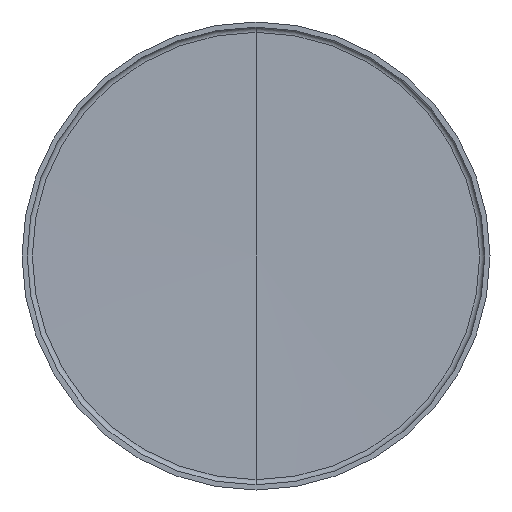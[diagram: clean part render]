
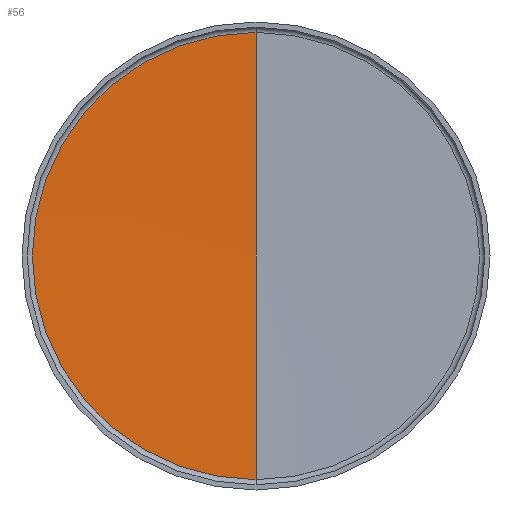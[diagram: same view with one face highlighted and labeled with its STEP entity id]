
A CAD part, front view. The second image highlights one B-rep face of the part: STEP entity #56.
In plain terms, the highlighted conical face has half-angle 89.618 degrees and reference radius 150000 mm.
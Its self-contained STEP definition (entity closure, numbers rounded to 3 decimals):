
#1 = DIRECTION ( 'NONE',  ( 0., -1., 0. ) ) ;
#6 = CARTESIAN_POINT ( 'NONE',  ( 0., 12.713, -43.007 ) ) ;
#11 = CIRCLE ( 'NONE', #261, 43.007 ) ;
#15 = VERTEX_POINT ( 'NONE', #249 ) ;
#17 = VERTEX_POINT ( 'NONE', #314 ) ;
#56 = ADVANCED_FACE ( 'NONE', ( #99 ), #58, .F. ) ;
#58 = CONICAL_SURFACE ( 'NONE', #334, 150000., 1.564 ) ;
#60 = LINE ( 'NONE', #285, #94 ) ;
#74 = DIRECTION ( 'NONE',  ( 0., -0.007, -1. ) ) ;
#86 = ORIENTED_EDGE ( 'NONE', *, *, #382, .T. ) ;
#94 = VECTOR ( 'NONE', #74, 1000. ) ;
#96 = ORIENTED_EDGE ( 'NONE', *, *, #283, .F. ) ;
#99 = FACE_OUTER_BOUND ( 'NONE', #171, .T. ) ;
#118 = ORIENTED_EDGE ( 'NONE', *, *, #120, .F. ) ;
#120 = EDGE_CURVE ( 'NONE', #17, #212, #60, .T. ) ;
#138 = LINE ( 'NONE', #394, #219 ) ;
#171 = EDGE_LOOP ( 'NONE', ( #118, #86, #96 ) ) ;
#196 = DIRECTION ( 'NONE',  ( 0., 0., 1. ) ) ;
#212 = VERTEX_POINT ( 'NONE', #6 ) ;
#219 = VECTOR ( 'NONE', #301, 1000. ) ;
#249 = CARTESIAN_POINT ( 'NONE',  ( 0., 12.713, 43.007 ) ) ;
#252 = DIRECTION ( 'NONE',  ( 0., 0., -1. ) ) ;
#261 = AXIS2_PLACEMENT_3D ( 'NONE', #322, #317, #196 ) ;
#283 = EDGE_CURVE ( 'NONE', #212, #15, #11, .T. ) ;
#285 = CARTESIAN_POINT ( 'NONE',  ( 0., 13., 0. ) ) ;
#301 = DIRECTION ( 'NONE',  ( 0., -0.007, 1. ) ) ;
#314 = CARTESIAN_POINT ( 'NONE',  ( 0., 13., 0. ) ) ;
#317 = DIRECTION ( 'NONE',  ( 0., 1., 0. ) ) ;
#322 = CARTESIAN_POINT ( 'NONE',  ( 0., 12.713, 0. ) ) ;
#334 = AXIS2_PLACEMENT_3D ( 'NONE', #407, #1, #252 ) ;
#382 = EDGE_CURVE ( 'NONE', #17, #15, #138, .T. ) ;
#394 = CARTESIAN_POINT ( 'NONE',  ( 0., 13., 0. ) ) ;
#407 = CARTESIAN_POINT ( 'NONE',  ( 0., -987., 0. ) ) ;
